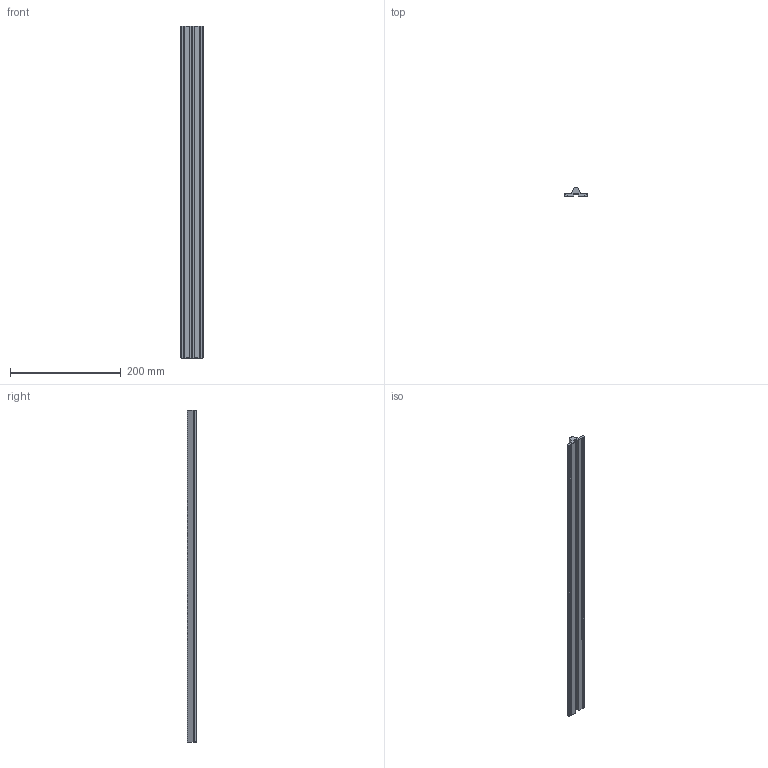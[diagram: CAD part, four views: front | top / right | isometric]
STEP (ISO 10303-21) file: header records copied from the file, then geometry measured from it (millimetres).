
FILE_DESCRIPTION(/* description */ ('Wellenunterstützung'),/* implementation_level */ '2;1');
FILE_NAME(/* name */ '151710-0.step',/* time_stamp */ '2021-08-11T15:37:20+02:00',/* author */ ('Praktikum'),/* organization */ (''),/* preprocessor_version */ 'ST-DEVELOPER v18.1',/* originating_system */ 'Autodesk Inventor 2021',/* authorisation */ '');
FILE_SCHEMA (('AUTOMOTIVE_DESIGN { 1 0 10303 214 3 1 1 }'));
Length unit declared in the file: millimetre
Products named in the file (1): 15-1710-0FZ.000
Bounding box: 40 x 16.7 x 599.5 mm (x, y, z)
Volume: 174725 mm3; surface area: 69838.6 mm2
Topology: 1 solids, 1 shells, 69 faces, 161 edges, 94 vertices
Faces by surface type: plane 69
Entity records: 1916 total; most frequent: CARTESIAN_POINT 325, ORIENTED_EDGE 322, DIRECTION 301, LINE 161, VECTOR 161, EDGE_CURVE 161, VERTEX_POINT 94, AXIS2_PLACEMENT_3D 70
